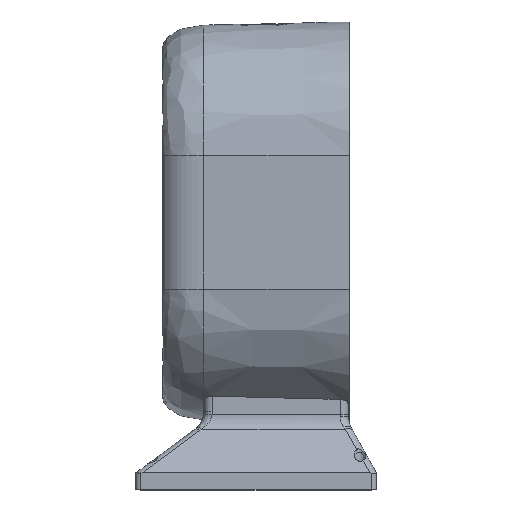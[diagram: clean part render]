
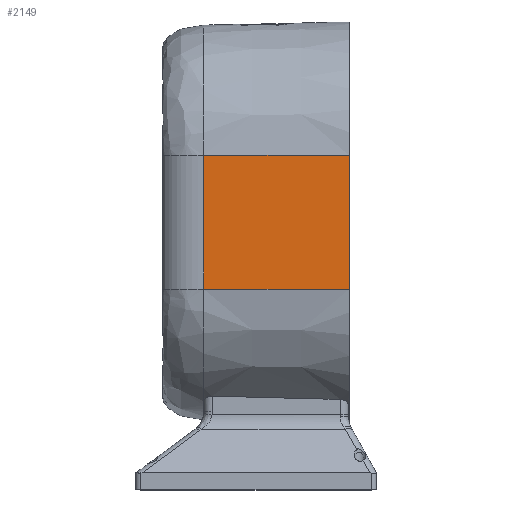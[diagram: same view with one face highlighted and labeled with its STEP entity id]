
A CAD part, top view. The second image highlights one B-rep face of the part: STEP entity #2149.
In plain terms, the highlighted face is planar.
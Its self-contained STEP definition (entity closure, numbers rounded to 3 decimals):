
#23 = VERTEX_POINT ( 'NONE', #4349 ) ;
#329 = PLANE ( 'NONE',  #1647 ) ;
#436 = EDGE_LOOP ( 'NONE', ( #4073, #6746, #8166, #2393 ) ) ;
#603 = EDGE_CURVE ( 'NONE', #12198, #23, #7108, .T. ) ;
#799 = FACE_OUTER_BOUND ( 'NONE', #436, .T. ) ;
#976 = DIRECTION ( 'NONE',  ( 1., 0., 0.021 ) ) ;
#1017 = CARTESIAN_POINT ( 'NONE',  ( 0.255, 0., -11.897 ) ) ;
#1310 = VERTEX_POINT ( 'NONE', #2855 ) ;
#1599 = DIRECTION ( 'NONE',  ( 0., -1., 0. ) ) ;
#1647 = AXIS2_PLACEMENT_3D ( 'NONE', #10705, #11317, #3851 ) ;
#1675 = DIRECTION ( 'NONE',  ( 0., -1., 0. ) ) ;
#2149 = ADVANCED_FACE ( 'NONE', ( #799 ), #329, .T. ) ;
#2248 = DIRECTION ( 'NONE',  ( 1., 0., 0.021 ) ) ;
#2393 = ORIENTED_EDGE ( 'NONE', *, *, #5182, .T. ) ;
#2855 = CARTESIAN_POINT ( 'NONE',  ( -55.99, 0., -13.101 ) ) ;
#3067 = EDGE_CURVE ( 'NONE', #12198, #1310, #8525, .T. ) ;
#3072 = VERTEX_POINT ( 'NONE', #7376 ) ;
#3443 = CARTESIAN_POINT ( 'NONE',  ( 31.089, 80., -11.237 ) ) ;
#3851 = DIRECTION ( 'NONE',  ( -1., 0., -0.021 ) ) ;
#3960 = VECTOR ( 'NONE', #2248, 1000. ) ;
#4073 = ORIENTED_EDGE ( 'NONE', *, *, #10164, .F. ) ;
#4349 = CARTESIAN_POINT ( 'NONE',  ( 31.089, 80., -11.237 ) ) ;
#5182 = EDGE_CURVE ( 'NONE', #23, #3072, #10281, .T. ) ;
#5660 = VECTOR ( 'NONE', #1599, 1000. ) ;
#6746 = ORIENTED_EDGE ( 'NONE', *, *, #3067, .F. ) ;
#7108 = LINE ( 'NONE', #11795, #3960 ) ;
#7376 = CARTESIAN_POINT ( 'NONE',  ( 31.089, 0., -11.237 ) ) ;
#8166 = ORIENTED_EDGE ( 'NONE', *, *, #603, .T. ) ;
#8525 = LINE ( 'NONE', #12178, #10314 ) ;
#8860 = CARTESIAN_POINT ( 'NONE',  ( -55.99, 80., -13.101 ) ) ;
#10164 = EDGE_CURVE ( 'NONE', #1310, #3072, #11928, .T. ) ;
#10281 = LINE ( 'NONE', #3443, #5660 ) ;
#10314 = VECTOR ( 'NONE', #1675, 1000. ) ;
#10705 = CARTESIAN_POINT ( 'NONE',  ( 0.255, 80., -11.897 ) ) ;
#11024 = VECTOR ( 'NONE', #976, 1000. ) ;
#11317 = DIRECTION ( 'NONE',  ( 0.021, 0., -1. ) ) ;
#11795 = CARTESIAN_POINT ( 'NONE',  ( 0.255, 80., -11.897 ) ) ;
#11928 = LINE ( 'NONE', #1017, #11024 ) ;
#12178 = CARTESIAN_POINT ( 'NONE',  ( -55.99, 80., -13.101 ) ) ;
#12198 = VERTEX_POINT ( 'NONE', #8860 ) ;
